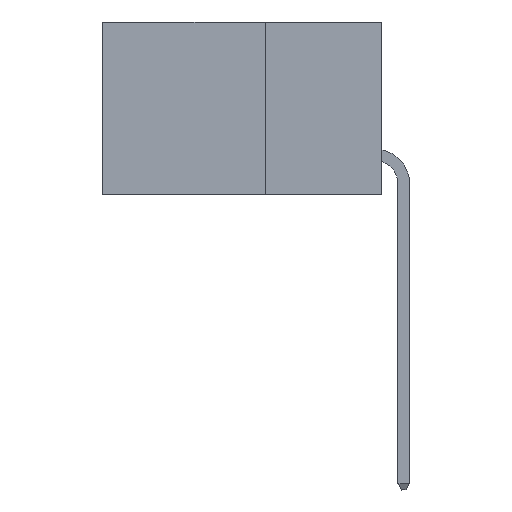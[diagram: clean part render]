
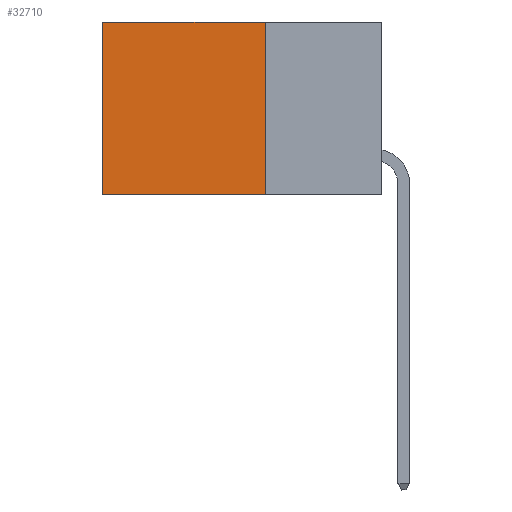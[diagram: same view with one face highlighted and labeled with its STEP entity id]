
A CAD part, left-side view. The second image highlights one B-rep face of the part: STEP entity #32710.
In plain terms, the highlighted planar face has unit normal (-1, 0, 0).
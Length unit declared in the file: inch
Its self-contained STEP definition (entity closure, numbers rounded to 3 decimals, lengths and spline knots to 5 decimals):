
#247 = LINE ( 'NONE', #5351, #27450 ) ;
#1740 = CARTESIAN_POINT ( 'NONE',  ( 0.2875, 0.25, 0. ) ) ;
#2264 = CARTESIAN_POINT ( 'NONE',  ( 0.2875, 0.6, -0.37 ) ) ;
#2856 = DIRECTION ( 'NONE',  ( 0., 0., -1. ) ) ;
#3433 = AXIS2_PLACEMENT_3D ( 'NONE', #8481, #16320, #2856 ) ;
#4271 = EDGE_CURVE ( 'NONE', #25351, #10927, #33093, .T. ) ;
#5351 = CARTESIAN_POINT ( 'NONE',  ( 0.2875, 0.25, 0. ) ) ;
#5357 = ORIENTED_EDGE ( 'NONE', *, *, #31487, .T. ) ;
#5893 = CARTESIAN_POINT ( 'NONE',  ( 0.2875, 0.6, 0. ) ) ;
#6956 = DIRECTION ( 'NONE',  ( 0., 0., -1. ) ) ;
#7127 = VERTEX_POINT ( 'NONE', #2264 ) ;
#7245 = ORIENTED_EDGE ( 'NONE', *, *, #18918, .T. ) ;
#7991 = DIRECTION ( 'NONE',  ( 0., 0., -1. ) ) ;
#8198 = LINE ( 'NONE', #21539, #27967 ) ;
#8481 = CARTESIAN_POINT ( 'NONE',  ( 0.2875, 0.25, 0. ) ) ;
#8565 = FACE_OUTER_BOUND ( 'NONE', #22002, .T. ) ;
#10927 = VERTEX_POINT ( 'NONE', #28606 ) ;
#15891 = ORIENTED_EDGE ( 'NONE', *, *, #4271, .F. ) ;
#16320 = DIRECTION ( 'NONE',  ( 1., 0., 0. ) ) ;
#17074 = CARTESIAN_POINT ( 'NONE',  ( 0.2875, 0.25, 0. ) ) ;
#18243 = DIRECTION ( 'NONE',  ( 0., 1., 0. ) ) ;
#18918 = EDGE_CURVE ( 'NONE', #25351, #30302, #247, .T. ) ;
#20203 = VECTOR ( 'NONE', #7991, 39.37008 ) ;
#21539 = CARTESIAN_POINT ( 'NONE',  ( 0.2875, 0.25, -0.37 ) ) ;
#22002 = EDGE_LOOP ( 'NONE', ( #5357, #30661, #15891, #7245 ) ) ;
#23992 = CARTESIAN_POINT ( 'NONE',  ( 0.2875, 0.6, 0. ) ) ;
#25273 = VECTOR ( 'NONE', #6956, 39.37008 ) ;
#25351 = VERTEX_POINT ( 'NONE', #17074 ) ;
#26827 = LINE ( 'NONE', #23992, #20203 ) ;
#27450 = VECTOR ( 'NONE', #18243, 39.37008 ) ;
#27843 = EDGE_CURVE ( 'NONE', #10927, #7127, #8198, .T. ) ;
#27967 = VECTOR ( 'NONE', #29455, 39.37008 ) ;
#28606 = CARTESIAN_POINT ( 'NONE',  ( 0.2875, 0.25, -0.37 ) ) ;
#29095 = PLANE ( 'NONE',  #3433 ) ;
#29455 = DIRECTION ( 'NONE',  ( 0., 1., 0. ) ) ;
#30302 = VERTEX_POINT ( 'NONE', #5893 ) ;
#30661 = ORIENTED_EDGE ( 'NONE', *, *, #27843, .F. ) ;
#31487 = EDGE_CURVE ( 'NONE', #30302, #7127, #26827, .T. ) ;
#32710 = ADVANCED_FACE ( 'NONE', ( #8565 ), #29095, .F. ) ;
#33093 = LINE ( 'NONE', #1740, #25273 ) ;
